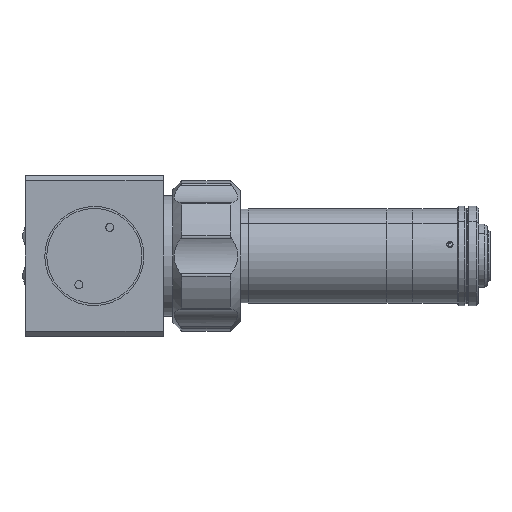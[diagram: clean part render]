
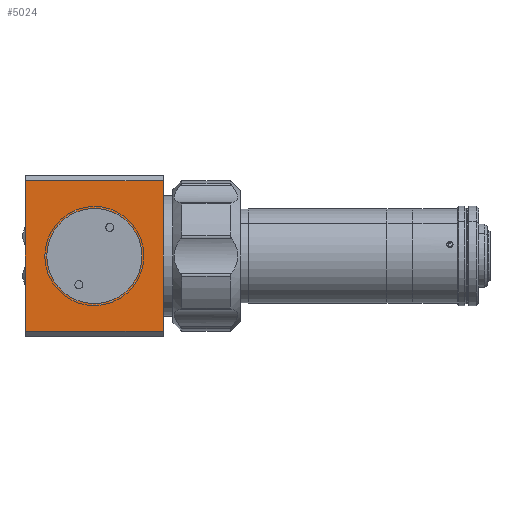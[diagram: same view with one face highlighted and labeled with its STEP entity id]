
A CAD part, front view. The second image highlights one B-rep face of the part: STEP entity #5024.
In plain terms, the highlighted planar face has unit normal (0, -1, 0).
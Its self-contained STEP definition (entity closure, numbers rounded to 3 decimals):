
#186 = CARTESIAN_POINT ( 'NONE',  ( -27.5, -27.5, -30. ) ) ;
#415 = AXIS2_PLACEMENT_3D ( 'NONE', #5660, #7018, #1326 ) ;
#423 = DIRECTION ( 'NONE',  ( 0., 0., 1. ) ) ;
#1290 = VERTEX_POINT ( 'NONE', #9906 ) ;
#1326 = DIRECTION ( 'NONE',  ( 0., 0., 1. ) ) ;
#1518 = CARTESIAN_POINT ( 'NONE',  ( 0., -27.5, 0. ) ) ;
#1558 = AXIS2_PLACEMENT_3D ( 'NONE', #10123, #5678, #3372 ) ;
#1680 = EDGE_LOOP ( 'NONE', ( #6915, #8640, #12056, #8911 ) ) ;
#2158 = DIRECTION ( 'NONE',  ( -1., 0., 0. ) ) ;
#2433 = EDGE_CURVE ( 'NONE', #12224, #10222, #4742, .T. ) ;
#3030 = CIRCLE ( 'NONE', #7619, 19. ) ;
#3372 = DIRECTION ( 'NONE',  ( 0., 0., 1. ) ) ;
#3381 = CARTESIAN_POINT ( 'NONE',  ( -27.5, -27.5, 30. ) ) ;
#3424 = VECTOR ( 'NONE', #7420, 1000. ) ;
#3751 = EDGE_CURVE ( 'NONE', #1290, #6155, #5131, .T. ) ;
#3797 = CARTESIAN_POINT ( 'NONE',  ( 0., -27.5, 19. ) ) ;
#3927 = VERTEX_POINT ( 'NONE', #11930 ) ;
#4352 = CARTESIAN_POINT ( 'NONE',  ( -27.5, -27.5, 32. ) ) ;
#4697 = DIRECTION ( 'NONE',  ( 0., 1., 0. ) ) ;
#4742 = CIRCLE ( 'NONE', #1558, 19. ) ;
#5024 = ADVANCED_FACE ( 'NONE', ( #10108, #8968 ), #10321, .F. ) ;
#5131 = LINE ( 'NONE', #9511, #12813 ) ;
#5660 = CARTESIAN_POINT ( 'NONE',  ( -27.5, -27.5, 32. ) ) ;
#5678 = DIRECTION ( 'NONE',  ( 0., 1., 0. ) ) ;
#6155 = VERTEX_POINT ( 'NONE', #12829 ) ;
#6915 = ORIENTED_EDGE ( 'NONE', *, *, #8499, .T. ) ;
#7018 = DIRECTION ( 'NONE',  ( 0., 1., 0. ) ) ;
#7420 = DIRECTION ( 'NONE',  ( 1., 0., 0. ) ) ;
#7619 = AXIS2_PLACEMENT_3D ( 'NONE', #1518, #4697, #423 ) ;
#7693 = EDGE_CURVE ( 'NONE', #13105, #6155, #11855, .T. ) ;
#8206 = CARTESIAN_POINT ( 'NONE',  ( 0., -27.5, -19. ) ) ;
#8499 = EDGE_CURVE ( 'NONE', #3927, #13105, #9873, .T. ) ;
#8640 = ORIENTED_EDGE ( 'NONE', *, *, #7693, .T. ) ;
#8911 = ORIENTED_EDGE ( 'NONE', *, *, #11018, .T. ) ;
#8968 = FACE_OUTER_BOUND ( 'NONE', #1680, .T. ) ;
#9511 = CARTESIAN_POINT ( 'NONE',  ( 27.5, -27.5, 32. ) ) ;
#9718 = CARTESIAN_POINT ( 'NONE',  ( 27.5, -27.5, -30. ) ) ;
#9873 = LINE ( 'NONE', #4352, #10329 ) ;
#9906 = CARTESIAN_POINT ( 'NONE',  ( 27.5, -27.5, 30. ) ) ;
#10108 = FACE_BOUND ( 'NONE', #12133, .T. ) ;
#10123 = CARTESIAN_POINT ( 'NONE',  ( 0., -27.5, 0. ) ) ;
#10222 = VERTEX_POINT ( 'NONE', #3797 ) ;
#10321 = PLANE ( 'NONE',  #415 ) ;
#10329 = VECTOR ( 'NONE', #13098, 1000. ) ;
#10713 = EDGE_CURVE ( 'NONE', #10222, #12224, #3030, .T. ) ;
#10997 = LINE ( 'NONE', #3381, #13837 ) ;
#11018 = EDGE_CURVE ( 'NONE', #1290, #3927, #10997, .T. ) ;
#11855 = LINE ( 'NONE', #9718, #3424 ) ;
#11930 = CARTESIAN_POINT ( 'NONE',  ( -27.5, -27.5, 30. ) ) ;
#12056 = ORIENTED_EDGE ( 'NONE', *, *, #3751, .F. ) ;
#12133 = EDGE_LOOP ( 'NONE', ( #13716, #13528 ) ) ;
#12224 = VERTEX_POINT ( 'NONE', #8206 ) ;
#12606 = DIRECTION ( 'NONE',  ( 0., 0., -1. ) ) ;
#12813 = VECTOR ( 'NONE', #12606, 1000. ) ;
#12829 = CARTESIAN_POINT ( 'NONE',  ( 27.5, -27.5, -30. ) ) ;
#13098 = DIRECTION ( 'NONE',  ( 0., 0., -1. ) ) ;
#13105 = VERTEX_POINT ( 'NONE', #186 ) ;
#13528 = ORIENTED_EDGE ( 'NONE', *, *, #2433, .T. ) ;
#13716 = ORIENTED_EDGE ( 'NONE', *, *, #10713, .T. ) ;
#13837 = VECTOR ( 'NONE', #2158, 1000. ) ;
